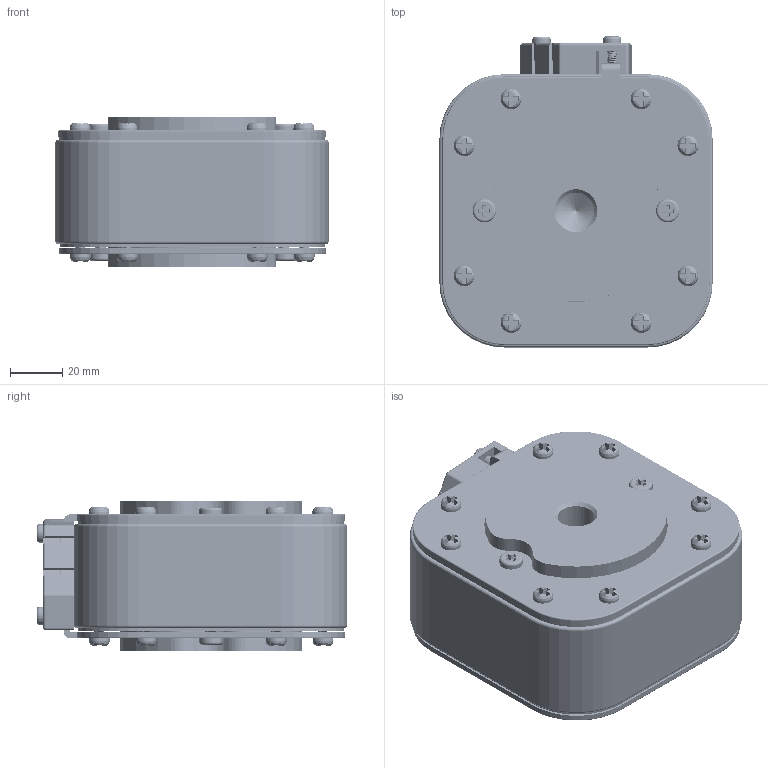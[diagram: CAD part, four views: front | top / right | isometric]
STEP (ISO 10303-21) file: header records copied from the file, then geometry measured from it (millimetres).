
FILE_DESCRIPTION(/* description */ (''),/* implementation_level */ '2;1');
FILE_NAME(/* name */ 'CDRSM-1600D.prt.stp',/* time_stamp */ '2025-03-14T15:25:47+08:00',/* author */ (''),/* organization */ (''),/* preprocessor_version */ 'ST-DEVELOPER v16',/* originating_system */ 'SIEMENS PLM Software NX 10.0',/* authorisation */ '');
FILE_SCHEMA (('CONFIG_CONTROL_DESIGN'));
Products named in the file (1): CDRSM-1600D
Bounding box: 105 x 119.5 x 58 mm (x, y, z)
Volume: 357350.5 mm3; surface area: 139318.4 mm2
Topology: 31 solids, 31 shells, 1048 faces, 2719 edges, 1780 vertices
Faces by surface type: plane 593, cylinder 254, bspline 120, torus 45, cone 30, sphere 6
Full cylindrical faces by diameter (mm): 1 x1, 3 x1, 3.3 x28, 4 x1, 4.2 x1, 5 x2, 6 x4, 7 x2, 8 x16, 9 x4, 9.5 x1, 10 x2, 14 x2, 14.6 x1, 16 x1, 80 x2, 82 x1
Entity records: 205124 total; most frequent: CARTESIAN_POINT 181556, ORIENTED_EDGE 4986, DIRECTION 4302, EDGE_CURVE 2493, VERTEX_POINT 1709, AXIS2_PLACEMENT_3D 1543, EDGE_LOOP 1306, LINE 1216
